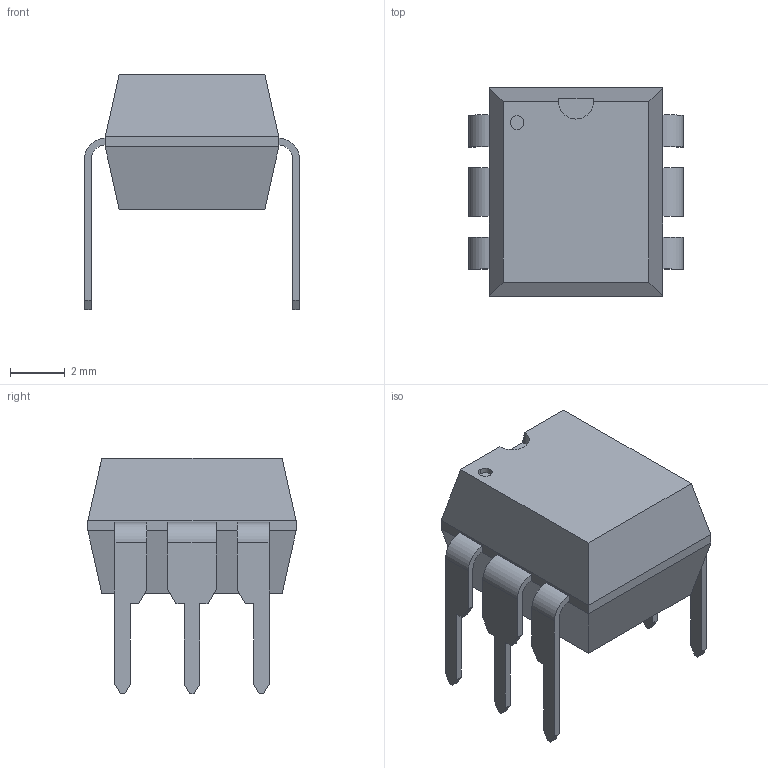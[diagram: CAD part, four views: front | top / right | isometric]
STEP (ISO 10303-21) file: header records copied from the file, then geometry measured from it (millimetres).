
FILE_DESCRIPTION((''),'2;1');
FILE_NAME('DIP6-300.stp','2008-10-14T13:04:27',(''),(''),'Mechanical Desktop 2009','Mechanical Desktop 2009',', , ');
FILE_SCHEMA(('AUTOMOTIVE_DESIGN { 1 2 10303 214 1 1 1 1 }'));
Length unit declared in the file: millimetre
Products named in the file (1): Product
Bounding box: 7.87 x 7.62 x 8.63 mm (x, y, z)
Volume: 217.4 mm3; surface area: 299.2 mm2
Topology: 7 solids, 7 shells, 117 faces, 296 edges, 194 vertices
Faces by surface type: plane 75, bspline 27, cylinder 15
Entity records: 3506 total; most frequent: CARTESIAN_POINT 689, ORIENTED_EDGE 592, DIRECTION 508, EDGE_CURVE 296, VECTOR 266, LINE 266, VERTEX_POINT 194, AXIS2_PLACEMENT_3D 121
